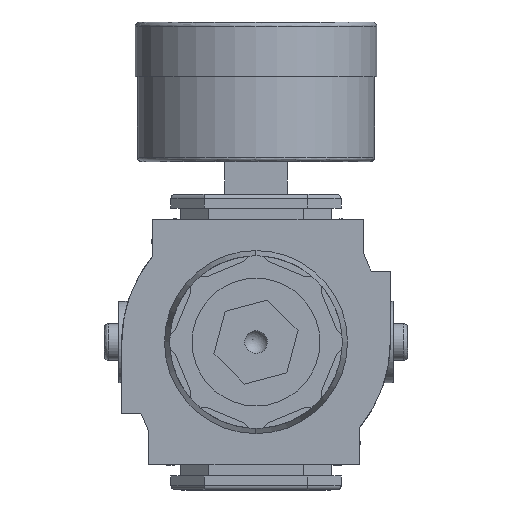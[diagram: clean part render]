
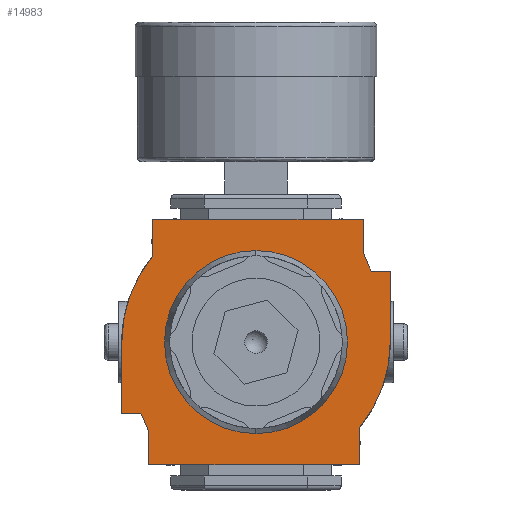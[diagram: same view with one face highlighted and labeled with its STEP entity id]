
A CAD part, front view. The second image highlights one B-rep face of the part: STEP entity #14983.
In plain terms, the highlighted planar face has unit normal (0, -1, 0).
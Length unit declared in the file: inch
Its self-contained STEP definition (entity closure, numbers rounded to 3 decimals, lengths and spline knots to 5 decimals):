
#97 = CARTESIAN_POINT ( 'NONE',  ( 0.21992, -1.35827, -0.5466 ) ) ;
#194 = DIRECTION ( 'NONE',  ( 0., 1., 0. ) ) ;
#226 = LINE ( 'NONE', #24203, #4683 ) ;
#845 = EDGE_LOOP ( 'NONE', ( #4117, #10582, #18615, #21068, #17106, #16905, #20228, #18141, #6634, #16207, #12900, #21551, #18460, #10953 ) ) ;
#1206 = EDGE_CURVE ( 'NONE', #3134, #12574, #17888, .T. ) ;
#1331 = AXIS2_PLACEMENT_3D ( 'NONE', #11529, #194, #13433 ) ;
#1436 = DIRECTION ( 'NONE',  ( -1., 0., 0. ) ) ;
#2004 = CARTESIAN_POINT ( 'NONE',  ( -0.68758, -1.35827, -0.5466 ) ) ;
#2007 = VERTEX_POINT ( 'NONE', #9841 ) ;
#2011 = DIRECTION ( 'NONE',  ( 0., 0., 1. ) ) ;
#2311 = CARTESIAN_POINT ( 'NONE',  ( -0.68758, -1.35827, -1.3766 ) ) ;
#2335 = DIRECTION ( 'NONE',  ( 0., 0., 1. ) ) ;
#2685 = CARTESIAN_POINT ( 'NONE',  ( -0.55758, -1.35827, -1.0266 ) ) ;
#3134 = VERTEX_POINT ( 'NONE', #18027 ) ;
#3270 = VECTOR ( 'NONE', #13614, 39.37008 ) ;
#3438 = EDGE_CURVE ( 'NONE', #15385, #2007, #12753, .T. ) ;
#3740 = CARTESIAN_POINT ( 'NONE',  ( 0.21992, -1.35827, -0.5466 ) ) ;
#3968 = VECTOR ( 'NONE', #11963, 39.37008 ) ;
#4046 = AXIS2_PLACEMENT_3D ( 'NONE', #8859, #22101, #10727 ) ;
#4051 = VERTEX_POINT ( 'NONE', #19311 ) ;
#4081 = CARTESIAN_POINT ( 'NONE',  ( -0.48008, -1.35827, 0.03094 ) ) ;
#4117 = ORIENTED_EDGE ( 'NONE', *, *, #8574, .T. ) ;
#4228 = DIRECTION ( 'NONE',  ( 0., 0., 1. ) ) ;
#4371 = CARTESIAN_POINT ( 'NONE',  ( -0.50508, -1.35827, -1.1516 ) ) ;
#4412 = EDGE_CURVE ( 'NONE', #24565, #9076, #22219, .T. ) ;
#4433 = CARTESIAN_POINT ( 'NONE',  ( 0.94492, -1.35827, 0.2834 ) ) ;
#4562 = LINE ( 'NONE', #10072, #3968 ) ;
#4683 = VECTOR ( 'NONE', #10951, 39.37008 ) ;
#4913 = VERTEX_POINT ( 'NONE', #4371 ) ;
#5048 = VERTEX_POINT ( 'NONE', #12464 ) ;
#5065 = EDGE_CURVE ( 'NONE', #2007, #15385, #18109, .T. ) ;
#5622 = CARTESIAN_POINT ( 'NONE',  ( 0.21992, -1.35827, 0.07216 ) ) ;
#5637 = DIRECTION ( 'NONE',  ( 1., 0., 0. ) ) ;
#5727 = CARTESIAN_POINT ( 'NONE',  ( -0.68758, -1.35827, -1.3766 ) ) ;
#5951 = EDGE_CURVE ( 'NONE', #4913, #17276, #18415, .T. ) ;
#6286 = DIRECTION ( 'NONE',  ( 0., 0., -1. ) ) ;
#6403 = LINE ( 'NONE', #9961, #20944 ) ;
#6516 = VECTOR ( 'NONE', #6286, 39.37008 ) ;
#6634 = ORIENTED_EDGE ( 'NONE', *, *, #14404, .F. ) ;
#6770 = CARTESIAN_POINT ( 'NONE',  ( -0.50508, -1.35827, -1.3766 ) ) ;
#7285 = CIRCLE ( 'NONE', #14742, 0.9075 ) ;
#7431 = DIRECTION ( 'NONE',  ( 0., 0., -1. ) ) ;
#8115 = VECTOR ( 'NONE', #7431, 39.37008 ) ;
#8200 = CARTESIAN_POINT ( 'NONE',  ( 1.12742, -1.35827, -1.3766 ) ) ;
#8239 = CARTESIAN_POINT ( 'NONE',  ( -0.48008, -1.35827, 0.2834 ) ) ;
#8312 = LINE ( 'NONE', #8200, #6516 ) ;
#8485 = EDGE_CURVE ( 'NONE', #8911, #11723, #6403, .T. ) ;
#8574 = EDGE_CURVE ( 'NONE', #9076, #20030, #9664, .T. ) ;
#8693 = DIRECTION ( 'NONE',  ( 0., 0., 1. ) ) ;
#8859 = CARTESIAN_POINT ( 'NONE',  ( 0.21992, -1.35827, -0.5466 ) ) ;
#8911 = VERTEX_POINT ( 'NONE', #18907 ) ;
#9076 = VERTEX_POINT ( 'NONE', #17637 ) ;
#9164 = EDGE_CURVE ( 'NONE', #13509, #20030, #7285, .T. ) ;
#9192 = VECTOR ( 'NONE', #4228, 39.37008 ) ;
#9664 = LINE ( 'NONE', #8239, #14087 ) ;
#9735 = ORIENTED_EDGE ( 'NONE', *, *, #3438, .F. ) ;
#9841 = CARTESIAN_POINT ( 'NONE',  ( 0.21992, -1.35827, -1.16537 ) ) ;
#9948 = EDGE_CURVE ( 'NONE', #15046, #8911, #4562, .T. ) ;
#9961 = CARTESIAN_POINT ( 'NONE',  ( -0.68758, -1.35827, -0.0666 ) ) ;
#9965 = CARTESIAN_POINT ( 'NONE',  ( 0.94492, -1.35827, -1.3766 ) ) ;
#10044 = EDGE_CURVE ( 'NONE', #12574, #4913, #22350, .T. ) ;
#10072 = CARTESIAN_POINT ( 'NONE',  ( 0.94492, -1.35827, 0.0584 ) ) ;
#10246 = EDGE_CURVE ( 'NONE', #4051, #3134, #18197, .T. ) ;
#10582 = ORIENTED_EDGE ( 'NONE', *, *, #9164, .F. ) ;
#10592 = DIRECTION ( 'NONE',  ( -1., 0., 0. ) ) ;
#10727 = DIRECTION ( 'NONE',  ( 0., 0., 1. ) ) ;
#10786 = CARTESIAN_POINT ( 'NONE',  ( -0.68758, -1.35827, -1.3766 ) ) ;
#10951 = DIRECTION ( 'NONE',  ( -1., 0., 0. ) ) ;
#10953 = ORIENTED_EDGE ( 'NONE', *, *, #4412, .T. ) ;
#11266 = FACE_BOUND ( 'NONE', #15464, .T. ) ;
#11413 = PLANE ( 'NONE',  #15639 ) ;
#11529 = CARTESIAN_POINT ( 'NONE',  ( 0.21992, -1.35827, -0.5466 ) ) ;
#11714 = CARTESIAN_POINT ( 'NONE',  ( -0.50508, -1.35827, -1.1516 ) ) ;
#11723 = VERTEX_POINT ( 'NONE', #19848 ) ;
#11963 = DIRECTION ( 'NONE',  ( 0.387, 0., -0.922 ) ) ;
#12005 = CARTESIAN_POINT ( 'NONE',  ( 0.94492, -1.35827, 0.0584 ) ) ;
#12229 = VECTOR ( 'NONE', #1436, 39.37008 ) ;
#12242 = VECTOR ( 'NONE', #8693, 39.37008 ) ;
#12464 = CARTESIAN_POINT ( 'NONE',  ( -0.68758, -1.35827, -1.0266 ) ) ;
#12574 = VERTEX_POINT ( 'NONE', #20951 ) ;
#12753 = CIRCLE ( 'NONE', #24126, 0.61877 ) ;
#12900 = ORIENTED_EDGE ( 'NONE', *, *, #8485, .F. ) ;
#12955 = CARTESIAN_POINT ( 'NONE',  ( 1.12742, -1.35827, -0.5466 ) ) ;
#13025 = CARTESIAN_POINT ( 'NONE',  ( 0.91992, -1.35827, -1.3766 ) ) ;
#13323 = DIRECTION ( 'NONE',  ( 0., 1., 0. ) ) ;
#13330 = DIRECTION ( 'NONE',  ( 0., -1., 0. ) ) ;
#13433 = DIRECTION ( 'NONE',  ( 1., 0., 0. ) ) ;
#13509 = VERTEX_POINT ( 'NONE', #2004 ) ;
#13614 = DIRECTION ( 'NONE',  ( -0.387, 0., 0.922 ) ) ;
#13745 = DIRECTION ( 'NONE',  ( 0., 0., -1. ) ) ;
#14087 = VECTOR ( 'NONE', #23465, 39.37008 ) ;
#14214 = LINE ( 'NONE', #9965, #24306 ) ;
#14404 = EDGE_CURVE ( 'NONE', #15913, #4051, #24014, .T. ) ;
#14742 = AXIS2_PLACEMENT_3D ( 'NONE', #3740, #17001, #5637 ) ;
#14983 = ADVANCED_FACE ( 'NONE', ( #21977, #11266 ), #11413, .F. ) ;
#15046 = VERTEX_POINT ( 'NONE', #12005 ) ;
#15385 = VERTEX_POINT ( 'NONE', #5622 ) ;
#15464 = EDGE_LOOP ( 'NONE', ( #9735, #20095 ) ) ;
#15618 = EDGE_CURVE ( 'NONE', #11723, #15913, #8312, .T. ) ;
#15639 = AXIS2_PLACEMENT_3D ( 'NONE', #5727, #13323, #2335 ) ;
#15913 = VERTEX_POINT ( 'NONE', #12955 ) ;
#16207 = ORIENTED_EDGE ( 'NONE', *, *, #15618, .F. ) ;
#16584 = VECTOR ( 'NONE', #10592, 39.37008 ) ;
#16905 = ORIENTED_EDGE ( 'NONE', *, *, #10044, .F. ) ;
#17001 = DIRECTION ( 'NONE',  ( 0., 1., 0. ) ) ;
#17106 = ORIENTED_EDGE ( 'NONE', *, *, #5951, .F. ) ;
#17276 = VERTEX_POINT ( 'NONE', #2685 ) ;
#17637 = CARTESIAN_POINT ( 'NONE',  ( -0.48008, -1.35827, 0.2834 ) ) ;
#17888 = LINE ( 'NONE', #10786, #12229 ) ;
#18027 = CARTESIAN_POINT ( 'NONE',  ( 0.91992, -1.35827, -1.3766 ) ) ;
#18109 = CIRCLE ( 'NONE', #4046, 0.61877 ) ;
#18141 = ORIENTED_EDGE ( 'NONE', *, *, #10246, .F. ) ;
#18197 = LINE ( 'NONE', #13025, #8115 ) ;
#18415 = LINE ( 'NONE', #11714, #3270 ) ;
#18460 = ORIENTED_EDGE ( 'NONE', *, *, #20125, .F. ) ;
#18615 = ORIENTED_EDGE ( 'NONE', *, *, #20569, .F. ) ;
#18907 = CARTESIAN_POINT ( 'NONE',  ( 0.99742, -1.35827, -0.0666 ) ) ;
#19311 = CARTESIAN_POINT ( 'NONE',  ( 0.91992, -1.35827, -1.12415 ) ) ;
#19424 = DIRECTION ( 'NONE',  ( 1., 0., 0. ) ) ;
#19848 = CARTESIAN_POINT ( 'NONE',  ( 1.12742, -1.35827, -0.0666 ) ) ;
#20030 = VERTEX_POINT ( 'NONE', #4081 ) ;
#20095 = ORIENTED_EDGE ( 'NONE', *, *, #5065, .F. ) ;
#20125 = EDGE_CURVE ( 'NONE', #24565, #15046, #14214, .T. ) ;
#20228 = ORIENTED_EDGE ( 'NONE', *, *, #1206, .F. ) ;
#20569 = EDGE_CURVE ( 'NONE', #5048, #13509, #24276, .T. ) ;
#20944 = VECTOR ( 'NONE', #19424, 39.37008 ) ;
#20951 = CARTESIAN_POINT ( 'NONE',  ( -0.50508, -1.35827, -1.3766 ) ) ;
#21068 = ORIENTED_EDGE ( 'NONE', *, *, #21477, .F. ) ;
#21477 = EDGE_CURVE ( 'NONE', #17276, #5048, #226, .T. ) ;
#21551 = ORIENTED_EDGE ( 'NONE', *, *, #9948, .F. ) ;
#21977 = FACE_OUTER_BOUND ( 'NONE', #845, .T. ) ;
#22101 = DIRECTION ( 'NONE',  ( 0., -1., 0. ) ) ;
#22219 = LINE ( 'NONE', #23858, #16584 ) ;
#22350 = LINE ( 'NONE', #6770, #12242 ) ;
#23465 = DIRECTION ( 'NONE',  ( 0., 0., -1. ) ) ;
#23858 = CARTESIAN_POINT ( 'NONE',  ( 0.94492, -1.35827, 0.2834 ) ) ;
#24014 = CIRCLE ( 'NONE', #1331, 0.9075 ) ;
#24126 = AXIS2_PLACEMENT_3D ( 'NONE', #97, #13330, #2011 ) ;
#24203 = CARTESIAN_POINT ( 'NONE',  ( -0.68758, -1.35827, -1.0266 ) ) ;
#24276 = LINE ( 'NONE', #2311, #9192 ) ;
#24306 = VECTOR ( 'NONE', #13745, 39.37008 ) ;
#24565 = VERTEX_POINT ( 'NONE', #4433 ) ;
